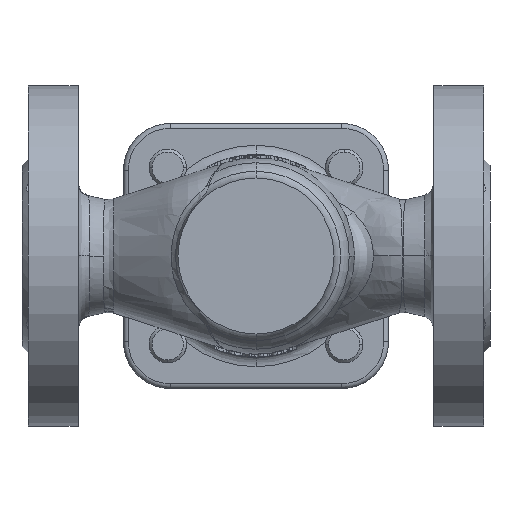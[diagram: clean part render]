
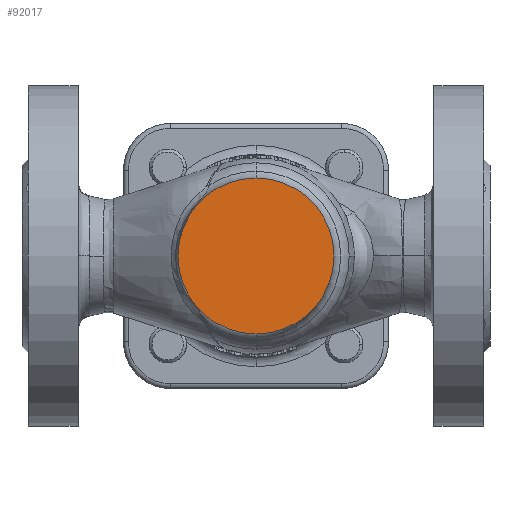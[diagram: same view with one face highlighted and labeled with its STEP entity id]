
A CAD part, front view. The second image highlights one B-rep face of the part: STEP entity #92017.
In plain terms, the highlighted planar face has unit normal (0, -1, 0).
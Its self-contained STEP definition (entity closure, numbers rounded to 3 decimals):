
#11145 = CIRCLE ( 'NONE', #119526, 25. ) ;
#17603 = FACE_OUTER_BOUND ( 'NONE', #31648, .T. ) ;
#21277 = CARTESIAN_POINT ( 'NONE',  ( 0., -53., 0. ) ) ;
#21895 = EDGE_CURVE ( 'NONE', #81012, #35841, #136889, .T. ) ;
#21975 = AXIS2_PLACEMENT_3D ( 'NONE', #133239, #122585, #53281 ) ;
#23436 = ORIENTED_EDGE ( 'NONE', *, *, #21895, .F. ) ;
#31648 = EDGE_LOOP ( 'NONE', ( #36583, #23436 ) ) ;
#32884 = DIRECTION ( 'NONE',  ( 0., 0., 1. ) ) ;
#35841 = VERTEX_POINT ( 'NONE', #70503 ) ;
#36583 = ORIENTED_EDGE ( 'NONE', *, *, #69526, .F. ) ;
#51776 = CARTESIAN_POINT ( 'NONE',  ( 0., -53., 25. ) ) ;
#53281 = DIRECTION ( 'NONE',  ( 0., 0., 1. ) ) ;
#61877 = CARTESIAN_POINT ( 'NONE',  ( 0., -53., 0. ) ) ;
#69526 = EDGE_CURVE ( 'NONE', #35841, #81012, #11145, .T. ) ;
#70503 = CARTESIAN_POINT ( 'NONE',  ( 0., -53., -25. ) ) ;
#73549 = DIRECTION ( 'NONE',  ( 0., 0., 1. ) ) ;
#81012 = VERTEX_POINT ( 'NONE', #51776 ) ;
#92017 = ADVANCED_FACE ( 'NONE', ( #17603 ), #110952, .F. ) ;
#102229 = DIRECTION ( 'NONE',  ( 0., 1., 0. ) ) ;
#110952 = PLANE ( 'NONE',  #21975 ) ;
#119526 = AXIS2_PLACEMENT_3D ( 'NONE', #21277, #102229, #32884 ) ;
#122585 = DIRECTION ( 'NONE',  ( 0., 1., 0. ) ) ;
#127207 = AXIS2_PLACEMENT_3D ( 'NONE', #61877, #142850, #73549 ) ;
#133239 = CARTESIAN_POINT ( 'NONE',  ( 0., -53., 0. ) ) ;
#136889 = CIRCLE ( 'NONE', #127207, 25. ) ;
#142850 = DIRECTION ( 'NONE',  ( 0., 1., 0. ) ) ;
